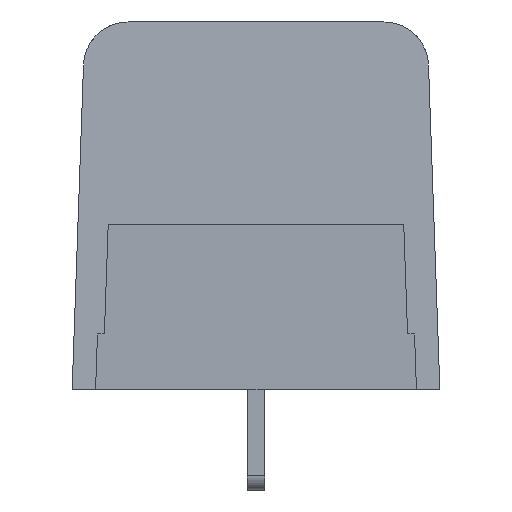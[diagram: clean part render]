
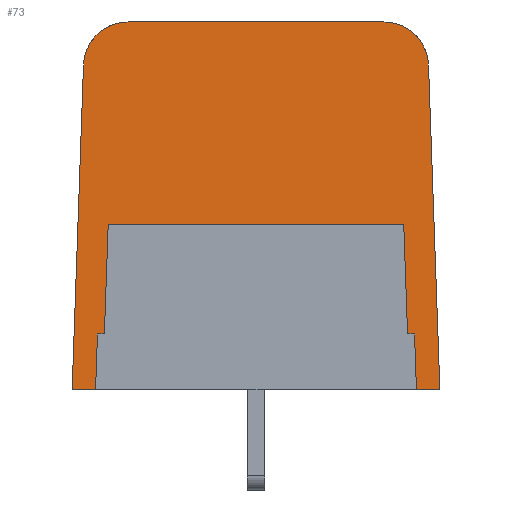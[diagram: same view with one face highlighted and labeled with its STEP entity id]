
A CAD part, left-side view. The second image highlights one B-rep face of the part: STEP entity #73.
In plain terms, the highlighted planar face has unit normal (-0.999, 0, 0.042).
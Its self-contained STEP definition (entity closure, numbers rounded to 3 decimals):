
#73 = ADVANCED_FACE( '', ( #815 ), #816, .T. );
#815 = FACE_OUTER_BOUND( '', #2293, .T. );
#816 = PLANE( '', #2294 );
#2293 = EDGE_LOOP( '', ( #4547, #4548, #4549, #4550, #4551, #4552, #4553, #4554, #4555, #4556, #4557, #4558, #4559, #4560 ) );
#2294 = AXIS2_PLACEMENT_3D( '', #4561, #4562, #4563 );
#4547 = ORIENTED_EDGE( '', *, *, #10376, .F. );
#4548 = ORIENTED_EDGE( '', *, *, #10272, .F. );
#4549 = ORIENTED_EDGE( '', *, *, #10377, .F. );
#4550 = ORIENTED_EDGE( '', *, *, #10378, .F. );
#4551 = ORIENTED_EDGE( '', *, *, #10379, .F. );
#4552 = ORIENTED_EDGE( '', *, *, #10380, .F. );
#4553 = ORIENTED_EDGE( '', *, *, #10381, .F. );
#4554 = ORIENTED_EDGE( '', *, *, #10276, .F. );
#4555 = ORIENTED_EDGE( '', *, *, #10370, .F. );
#4556 = ORIENTED_EDGE( '', *, *, #10372, .F. );
#4557 = ORIENTED_EDGE( '', *, *, #10373, .F. );
#4558 = ORIENTED_EDGE( '', *, *, #10347, .F. );
#4559 = ORIENTED_EDGE( '', *, *, #10375, .F. );
#4560 = ORIENTED_EDGE( '', *, *, #10382, .F. );
#4561 = CARTESIAN_POINT( '', ( -6., 0.025, 0. ) );
#4562 = DIRECTION( '', ( -0.999, 0., 0.042 ) );
#4563 = DIRECTION( '', ( 0.042, 0., 0.999 ) );
#10272 = EDGE_CURVE( '', #12248, #12250, #12251, .F. );
#10276 = EDGE_CURVE( '', #12256, #12258, #12259, .F. );
#10347 = EDGE_CURVE( '', #12391, #12393, #12394, .F. );
#10370 = EDGE_CURVE( '', #12430, #12256, #12432, .F. );
#10372 = EDGE_CURVE( '', #12433, #12430, #12435, .F. );
#10373 = EDGE_CURVE( '', #12393, #12433, #12436, .F. );
#10375 = EDGE_CURVE( '', #12437, #12391, #12439, .F. );
#10376 = EDGE_CURVE( '', #12250, #12440, #12441, .F. );
#10377 = EDGE_CURVE( '', #12442, #12248, #12443, .F. );
#10378 = EDGE_CURVE( '', #12444, #12442, #12445, .F. );
#10379 = EDGE_CURVE( '', #12446, #12444, #12447, .F. );
#10380 = EDGE_CURVE( '', #12448, #12446, #12449, .F. );
#10381 = EDGE_CURVE( '', #12258, #12448, #12450, .F. );
#10382 = EDGE_CURVE( '', #12440, #12437, #12451, .F. );
#12248 = VERTEX_POINT( '', #15510 );
#12250 = VERTEX_POINT( '', #15513 );
#12251 = LINE( '', #15514, #15515 );
#12256 = VERTEX_POINT( '', #15522 );
#12258 = VERTEX_POINT( '', #15525 );
#12259 = LINE( '', #15526, #15527 );
#12391 = VERTEX_POINT( '', #15789 );
#12393 = VERTEX_POINT( '', #15792 );
#12394 = LINE( '', #15793, #15794 );
#12430 = VERTEX_POINT( '', #15848 );
#12432 = LINE( '', #15851, #15852 );
#12433 = VERTEX_POINT( '', #15853 );
#12435 = LINE( '', #15856, #15857 );
#12436 = LINE( '', #15858, #15859 );
#12437 = VERTEX_POINT( '', #15860 );
#12439 = LINE( '', #15863, #15864 );
#12440 = VERTEX_POINT( '', #15865 );
#12441 = LINE( '', #15866, #15867 );
#12442 = VERTEX_POINT( '', #15868 );
#12443 = LINE( '', #15869, #15870 );
#12444 = VERTEX_POINT( '', #15871 );
#12445 = ELLIPSE( '', #15872, 2.002, 2. );
#12446 = VERTEX_POINT( '', #15873 );
#12447 = LINE( '', #15874, #15875 );
#12448 = VERTEX_POINT( '', #15876 );
#12449 = ELLIPSE( '', #15877, 2.002, 2. );
#12450 = LINE( '', #15878, #15879 );
#12451 = LINE( '', #15880, #15881 );
#15510 = CARTESIAN_POINT( '', ( -6., -8.25, 0. ) );
#15513 = CARTESIAN_POINT( '', ( -6., -7.2, 0. ) );
#15514 = CARTESIAN_POINT( '', ( -6., 0.025, 0. ) );
#15515 = VECTOR( '', #21240, 1000. );
#15522 = CARTESIAN_POINT( '', ( -6., 7.2, 0. ) );
#15525 = CARTESIAN_POINT( '', ( -6., 8.25, 0. ) );
#15526 = CARTESIAN_POINT( '', ( -6., 0.025, 0. ) );
#15527 = VECTOR( '', #21244, 1000. );
#15789 = CARTESIAN_POINT( '', ( -5.69, -6.629, 7.4 ) );
#15792 = CARTESIAN_POINT( '', ( -5.69, 6.632, 7.4 ) );
#15793 = CARTESIAN_POINT( '', ( -5.69, 0.025, 7.4 ) );
#15794 = VECTOR( '', #21304, 1000. );
#15848 = CARTESIAN_POINT( '', ( -5.895, 7.113, 2.5 ) );
#15851 = CARTESIAN_POINT( '', ( -5.99, 7.191, 0.25 ) );
#15852 = VECTOR( '', #21333, 1000. );
#15853 = CARTESIAN_POINT( '', ( -5.895, 6.803, 2.5 ) );
#15856 = CARTESIAN_POINT( '', ( -5.895, 0.025, 2.5 ) );
#15857 = VECTOR( '', #21335, 1000. );
#15858 = CARTESIAN_POINT( '', ( -5.99, 6.882, 0.239 ) );
#15859 = VECTOR( '', #21336, 1000. );
#15860 = CARTESIAN_POINT( '', ( -5.895, -6.8, 2.5 ) );
#15863 = CARTESIAN_POINT( '', ( -5.99, -6.879, 0.241 ) );
#15864 = VECTOR( '', #21338, 1000. );
#15865 = CARTESIAN_POINT( '', ( -5.895, -7.113, 2.5 ) );
#15866 = CARTESIAN_POINT( '', ( -5.989, -7.191, 0.252 ) );
#15867 = VECTOR( '', #21339, 1000. );
#15868 = CARTESIAN_POINT( '', ( -5.389, -7.741, 14.57 ) );
#15869 = CARTESIAN_POINT( '', ( -5.988, -8.24, 0.288 ) );
#15870 = VECTOR( '', #21340, 1000. );
#15871 = CARTESIAN_POINT( '', ( -5.308, -5.742, 16.5 ) );
#15872 = AXIS2_PLACEMENT_3D( '', #21341, #21342, #21343 );
#15873 = CARTESIAN_POINT( '', ( -5.308, 5.742, 16.5 ) );
#15874 = CARTESIAN_POINT( '', ( -5.308, 0.025, 16.5 ) );
#15875 = VECTOR( '', #21344, 1000. );
#15876 = CARTESIAN_POINT( '', ( -5.389, 7.741, 14.57 ) );
#15877 = AXIS2_PLACEMENT_3D( '', #21345, #21346, #21347 );
#15878 = CARTESIAN_POINT( '', ( -5.988, 8.24, 0.286 ) );
#15879 = VECTOR( '', #21348, 1000. );
#15880 = CARTESIAN_POINT( '', ( -5.895, 0.025, 2.5 ) );
#15881 = VECTOR( '', #21349, 1000. );
#21240 = DIRECTION( '', ( 0., -1., 0. ) );
#21244 = DIRECTION( '', ( 0., -1., 0. ) );
#21304 = DIRECTION( '', ( 0., -1., 0. ) );
#21333 = DIRECTION( '', ( 0.042, -0.035, 0.999 ) );
#21335 = DIRECTION( '', ( 0., -1., 0. ) );
#21336 = DIRECTION( '', ( 0.042, -0.035, 0.999 ) );
#21338 = DIRECTION( '', ( -0.042, -0.035, -0.999 ) );
#21339 = DIRECTION( '', ( -0.042, -0.035, -0.999 ) );
#21340 = DIRECTION( '', ( 0.042, 0.035, 0.999 ) );
#21341 = CARTESIAN_POINT( '', ( -5.392, -5.742, 14.5 ) );
#21342 = DIRECTION( '', ( -0.999, 0., 0.042 ) );
#21343 = DIRECTION( '', ( -0.042, 0., -0.999 ) );
#21344 = DIRECTION( '', ( 0., 1., 0. ) );
#21345 = CARTESIAN_POINT( '', ( -5.392, 5.742, 14.5 ) );
#21346 = DIRECTION( '', ( -0.999, 0., 0.042 ) );
#21347 = DIRECTION( '', ( -0.042, 0., -0.999 ) );
#21348 = DIRECTION( '', ( -0.042, 0.035, -0.999 ) );
#21349 = DIRECTION( '', ( 0., -1., 0. ) );
